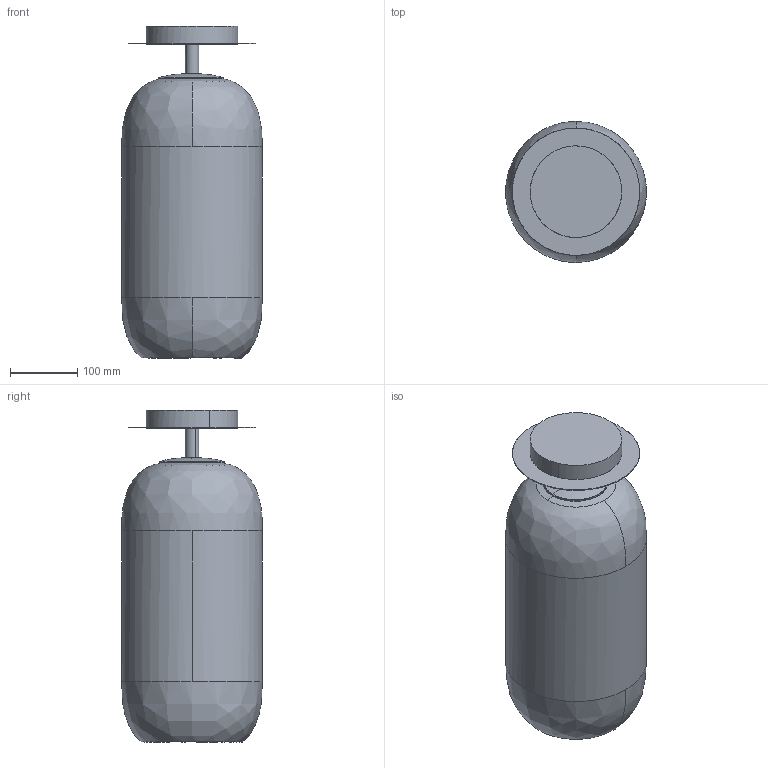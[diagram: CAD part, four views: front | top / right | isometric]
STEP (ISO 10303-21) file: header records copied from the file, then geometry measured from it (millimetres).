
FILE_DESCRIPTION(/* description */ (''),/* implementation_level */ '2;1');
FILE_NAME(/* name */ '141300~1',/* time_stamp */ '2019-07-17T09:31:53+02:00',/* author */ (''),/* organization */ (''),/* preprocessor_version */ 'ST-DEVELOPER v15',/* originating_system */ '',/* authorisation */ '');
FILE_SCHEMA (('AUTOMOTIVE_DESIGN'));
Length unit declared in the file: millimetre
Products named in the file (1): Document
Bounding box: 210 x 210 x 495.18 mm (x, y, z)
Volume: 1811184.2 mm3; surface area: 673607 mm2
Topology: 3 solids, 17 shells, 67 faces, 194 edges, 137 vertices
Faces by surface type: bspline 59, plane 8
Entity records: 3348 total; most frequent: CARTESIAN_POINT 2387, ORIENTED_EDGE 296, EDGE_CURVE 172, VERTEX_POINT 118, EDGE_LOOP 73, ADVANCED_FACE 67, FACE_OUTER_BOUND 67, B_SPLINE_CURVE_WITH_KNOTS 35
